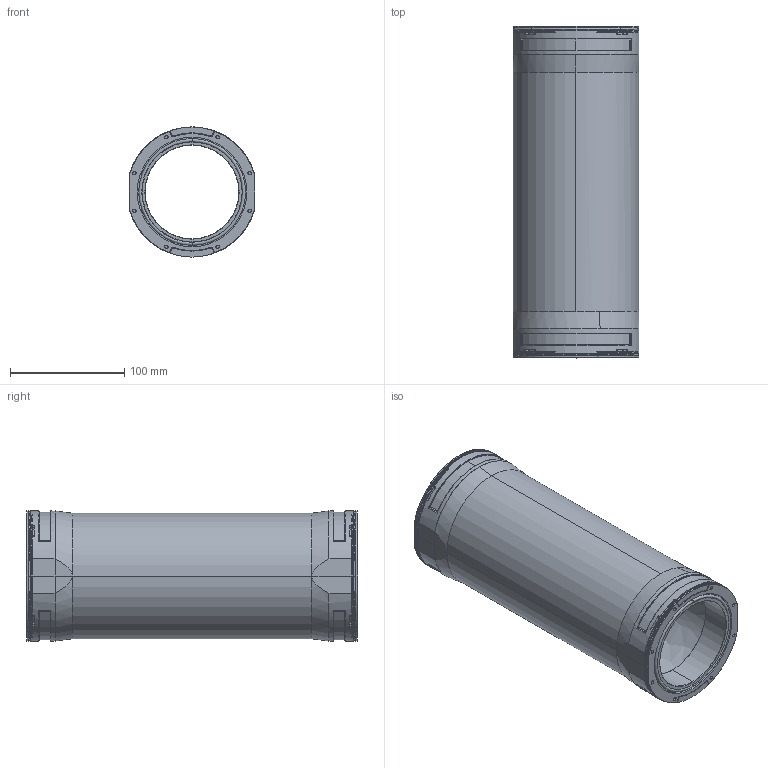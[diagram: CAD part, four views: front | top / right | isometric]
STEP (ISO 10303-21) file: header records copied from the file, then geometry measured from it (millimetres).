
FILE_DESCRIPTION (( 'STEP AP214' ), '1' );
FILE_NAME ('躇猾組.STEP', '2026-01-30T10:02:49', ( '' ), ( '' ), 'SwSTEP 2.0', 'SolidWorks 2024', '' );
FILE_SCHEMA (( 'AUTOMOTIVE_DESIGN' ));
Length unit declared in the file: millimetre
Products named in the file (1): 密封舱
Bounding box: 110 x 290.7 x 114 mm (x, y, z)
Volume: 663159.1 mm3; surface area: 285185.5 mm2
Topology: 16 solids, 16 shells, 697 faces, 1767 edges, 1106 vertices
Faces by surface type: cylinder 300, plane 182, cone 105, torus 96, bspline 14
Entity records: 24141 total; most frequent: CARTESIAN_POINT 6605, DIRECTION 3971, ORIENTED_EDGE 3502, EDGE_CURVE 1751, AXIS2_PLACEMENT_3D 1648, VERTEX_POINT 1106, CIRCLE 964, EDGE_LOOP 765
